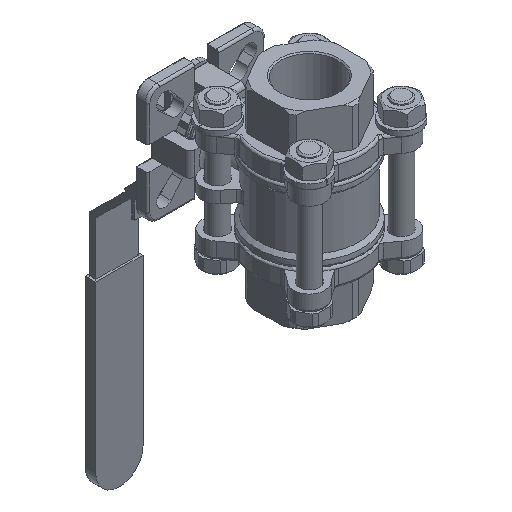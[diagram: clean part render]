
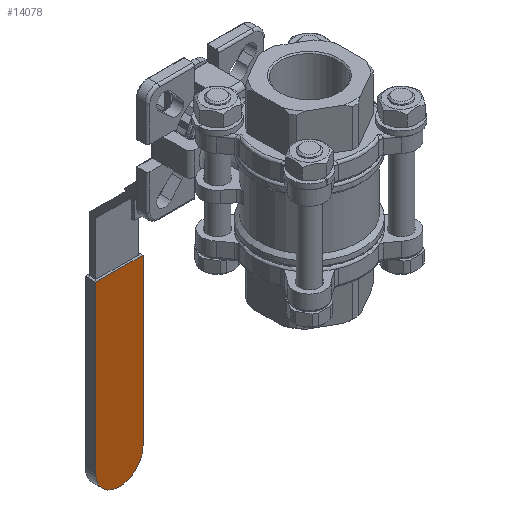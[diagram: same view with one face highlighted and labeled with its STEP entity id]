
A CAD part, isometric view. The second image highlights one B-rep face of the part: STEP entity #14078.
In plain terms, the highlighted face is planar.
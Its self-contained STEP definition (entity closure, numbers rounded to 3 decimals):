
#1124=CIRCLE('',#20726,10.);
#1757=ORIENTED_EDGE('',*,*,#6011,.F.);
#1758=ORIENTED_EDGE('',*,*,#6016,.T.);
#1759=ORIENTED_EDGE('',*,*,#6014,.T.);
#1760=ORIENTED_EDGE('',*,*,#6002,.T.);
#6002=EDGE_CURVE('',#8144,#8142,#9538,.T.);
#6011=EDGE_CURVE('',#8151,#8142,#9547,.T.);
#6014=EDGE_CURVE('',#8153,#8144,#9549,.T.);
#6016=EDGE_CURVE('',#8151,#8153,#1124,.F.);
#8142=VERTEX_POINT('',#25859);
#8144=VERTEX_POINT('',#25862);
#8151=VERTEX_POINT('',#25878);
#8153=VERTEX_POINT('',#25886);
#9538=LINE('',#25861,#10611);
#9547=LINE('',#25879,#10620);
#9549=LINE('',#25885,#10622);
#10611=VECTOR('',#22121,1000.);
#10620=VECTOR('',#22132,1000.);
#10622=VECTOR('',#22140,1000.);
#11678=EDGE_LOOP('',(#1757,#1758,#1759,#1760));
#12700=FACE_BOUND('',#11678,.T.);
#13708=PLANE('',#20725);
#14078=ADVANCED_FACE('',(#12700),#13708,.F.);
#20725=AXIS2_PLACEMENT_3D('',#25888,#22142,#22143);
#20726=AXIS2_PLACEMENT_3D('',#25889,#22144,#22145);
#22121=DIRECTION('',(-1.,0.,0.));
#22132=DIRECTION('',(0.,-1.,0.));
#22140=DIRECTION('',(0.,-1.,0.));
#22142=DIRECTION('',(0.,0.,1.));
#22143=DIRECTION('',(1.,0.,0.));
#22144=DIRECTION('',(0.,0.,1.));
#22145=DIRECTION('',(1.,0.,0.));
#25859=CARTESIAN_POINT('',(-10.,0.,-2.25));
#25861=CARTESIAN_POINT('',(10.,0.,-2.25));
#25862=CARTESIAN_POINT('',(10.,0.,-2.25));
#25878=CARTESIAN_POINT('',(-10.,70.,-2.25));
#25879=CARTESIAN_POINT('',(-10.,80.,-2.25));
#25885=CARTESIAN_POINT('',(10.,80.,-2.25));
#25886=CARTESIAN_POINT('',(10.,70.,-2.25));
#25888=CARTESIAN_POINT('',(10.,80.,-2.25));
#25889=CARTESIAN_POINT('',(0.,70.,-2.25));
